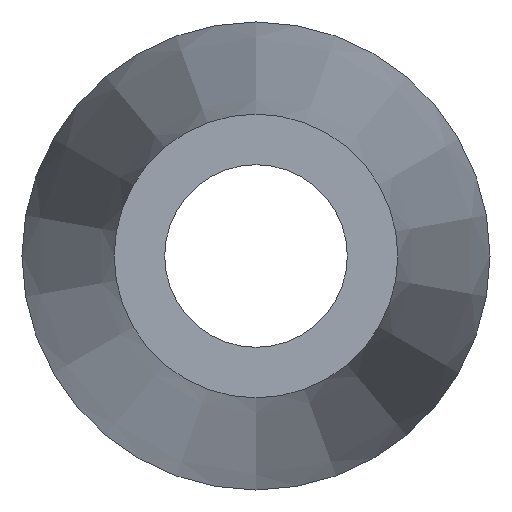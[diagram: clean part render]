
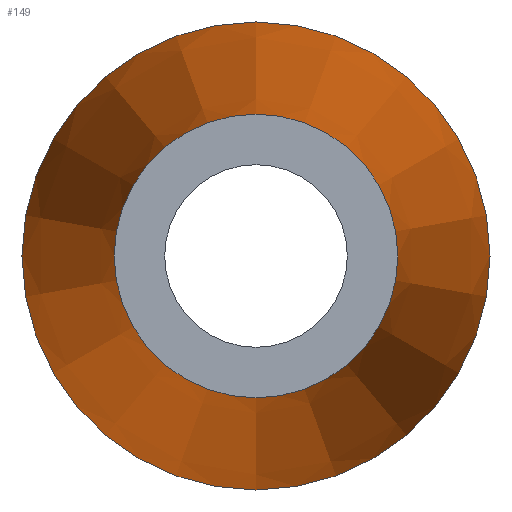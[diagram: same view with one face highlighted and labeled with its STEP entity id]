
A CAD part, front view. The second image highlights one B-rep face of the part: STEP entity #149.
In plain terms, the highlighted conical face has half-angle 5.822 degrees and reference radius 10.6 mm.
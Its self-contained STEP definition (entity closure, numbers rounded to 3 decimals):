
#22=CONICAL_SURFACE('',#185,10.6,0.102);
#32=FACE_OUTER_BOUND('',#43,.T.);
#43=EDGE_LOOP('',(#114,#115,#116,#117,#118));
#51=LINE('',#278,#56);
#56=VECTOR('',#226,10.6);
#63=CIRCLE('',#184,8.);
#64=CIRCLE('',#186,13.2);
#65=CIRCLE('',#187,13.2);
#79=VERTEX_POINT('',#271);
#80=VERTEX_POINT('',#274);
#81=VERTEX_POINT('',#275);
#92=EDGE_CURVE('',#79,#79,#63,.T.);
#93=EDGE_CURVE('',#80,#81,#64,.T.);
#94=EDGE_CURVE('',#81,#80,#65,.T.);
#95=EDGE_CURVE('',#80,#79,#51,.T.);
#114=ORIENTED_EDGE('',*,*,#93,.T.);
#115=ORIENTED_EDGE('',*,*,#94,.T.);
#116=ORIENTED_EDGE('',*,*,#95,.T.);
#117=ORIENTED_EDGE('',*,*,#92,.T.);
#118=ORIENTED_EDGE('',*,*,#95,.F.);
#149=ADVANCED_FACE('',(#32),#22,.T.);
#184=AXIS2_PLACEMENT_3D('',#272,#218,#219);
#185=AXIS2_PLACEMENT_3D('',#273,#220,#221);
#186=AXIS2_PLACEMENT_3D('',#276,#222,#223);
#187=AXIS2_PLACEMENT_3D('',#277,#224,#225);
#218=DIRECTION('center_axis',(0.,1.,0.));
#219=DIRECTION('ref_axis',(1.,0.,0.));
#220=DIRECTION('center_axis',(0.,1.,0.));
#221=DIRECTION('ref_axis',(0.,0.,-1.));
#222=DIRECTION('center_axis',(0.,-1.,0.));
#223=DIRECTION('ref_axis',(-1.,0.,0.));
#224=DIRECTION('center_axis',(0.,-1.,0.));
#225=DIRECTION('ref_axis',(-1.,0.,0.));
#226=DIRECTION('',(0.,-0.995,-0.101));
#271=CARTESIAN_POINT('',(0.,-53.,8.));
#272=CARTESIAN_POINT('Origin',(0.,-53.,0.));
#273=CARTESIAN_POINT('Origin',(0.,-27.5,0.));
#274=CARTESIAN_POINT('',(0.,-2.,13.2));
#275=CARTESIAN_POINT('',(13.2,-2.,0.));
#276=CARTESIAN_POINT('Origin',(0.,-2.,0.));
#277=CARTESIAN_POINT('Origin',(0.,-2.,0.));
#278=CARTESIAN_POINT('',(0.,-27.5,10.6));
